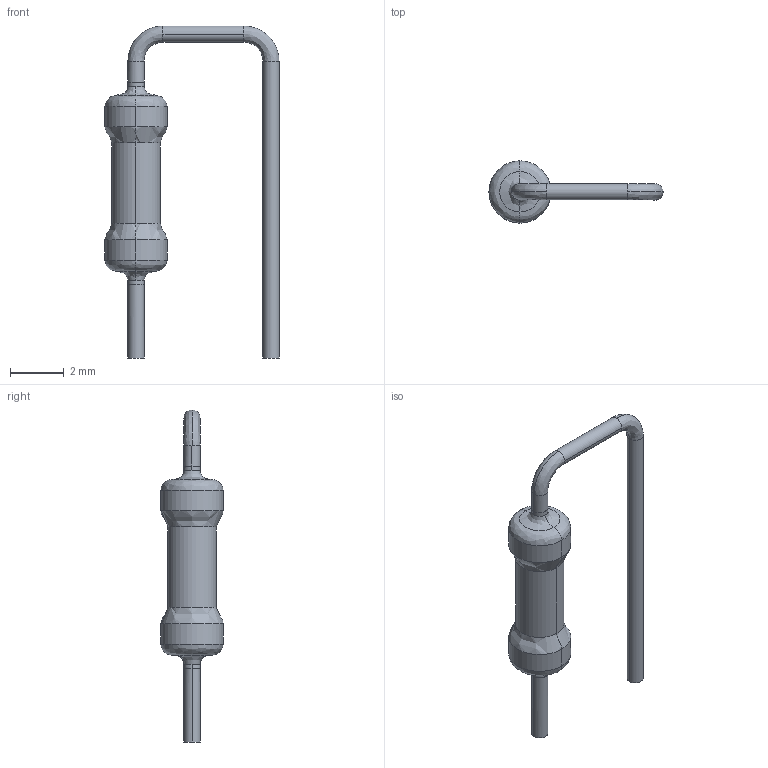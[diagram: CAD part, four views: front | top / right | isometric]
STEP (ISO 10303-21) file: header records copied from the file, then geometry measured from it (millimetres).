
FILE_DESCRIPTION(('FreeCAD Model'),'2;1');
FILE_NAME('res_vert.step','2017-01-30T23:59:19',('Author'), (''),'Open CASCADE STEP processor 6.8','FreeCAD','Unknown');
FILE_SCHEMA(('AUTOMOTIVE_DESIGN_CC2 { 1 2 10303 214 -1 1 5 4 }'));
Length unit declared in the file: millimetre
Products named in the file (2): ASSEMBLY; res_vert
Assembly tree (1 placements, depth 2):
  ASSEMBLY
    res_vert
Bounding box: 6.45 x 2.3 x 12.3 mm (x, y, z)
Volume: 27 mm3; surface area: 88.2 mm2
Topology: 1 solids, 1 shells, 36 faces, 82 edges, 48 vertices
Faces by surface type: cylinder 18, bspline 16, plane 2
Entity records: 6945 total; most frequent: CARTESIAN_POINT 5344, ORIENTED_EDGE 164, PCURVE 164, DEFINITIONAL_REPRESENTATION 164, B_SPLINE_CURVE_WITH_KNOTS 164, DIRECTION 156, EDGE_CURVE 82, SURFACE_CURVE 82
